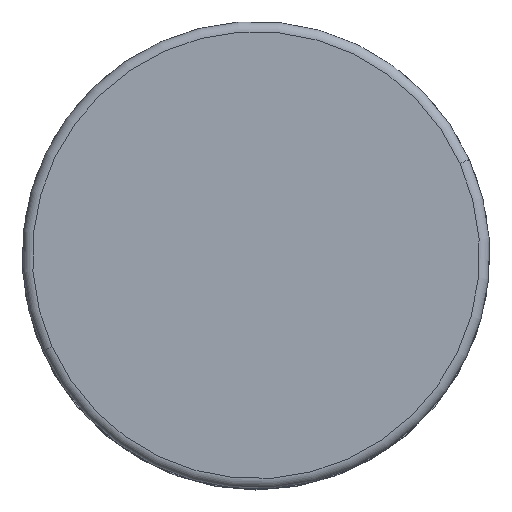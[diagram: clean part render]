
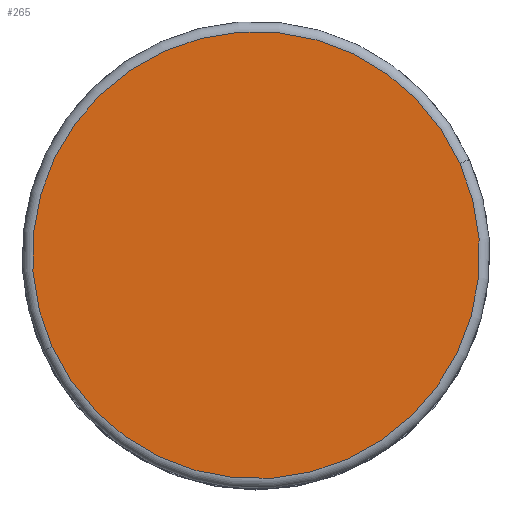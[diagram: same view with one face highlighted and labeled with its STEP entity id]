
A CAD part, top view. The second image highlights one B-rep face of the part: STEP entity #265.
In plain terms, the highlighted planar face has unit normal (0, 0, 1).
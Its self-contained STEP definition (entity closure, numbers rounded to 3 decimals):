
#4 = DIRECTION ( 'NONE',  ( -0.912, -0.409, 0. ) ) ;
#9 = EDGE_CURVE ( 'NONE', #424, #567, #251, .T. ) ;
#46 = CIRCLE ( 'NONE', #677, 11. ) ;
#58 = DIRECTION ( 'NONE',  ( 0., 0., 1. ) ) ;
#175 = ORIENTED_EDGE ( 'NONE', *, *, #9, .T. ) ;
#228 = CARTESIAN_POINT ( 'NONE',  ( 0., 0., 5. ) ) ;
#232 = PLANE ( 'NONE',  #333 ) ;
#251 = CIRCLE ( 'NONE', #661, 11. ) ;
#265 = ADVANCED_FACE ( 'NONE', ( #490 ), #232, .F. ) ;
#319 = DIRECTION ( 'NONE',  ( -0.912, -0.409, 0. ) ) ;
#329 = EDGE_LOOP ( 'NONE', ( #703, #175 ) ) ;
#331 = CARTESIAN_POINT ( 'NONE',  ( 0., 0., 5. ) ) ;
#333 = AXIS2_PLACEMENT_3D ( 'NONE', #228, #630, #625 ) ;
#424 = VERTEX_POINT ( 'NONE', #476 ) ;
#430 = CARTESIAN_POINT ( 'NONE',  ( -10.036, -4.503, 5. ) ) ;
#476 = CARTESIAN_POINT ( 'NONE',  ( 10.036, 4.503, 5. ) ) ;
#490 = FACE_OUTER_BOUND ( 'NONE', #329, .T. ) ;
#497 = DIRECTION ( 'NONE',  ( 0., 0., 1. ) ) ;
#567 = VERTEX_POINT ( 'NONE', #430 ) ;
#608 = CARTESIAN_POINT ( 'NONE',  ( 0., 0., 5. ) ) ;
#625 = DIRECTION ( 'NONE',  ( -0.912, -0.409, 0. ) ) ;
#630 = DIRECTION ( 'NONE',  ( 0., 0., -1. ) ) ;
#661 = AXIS2_PLACEMENT_3D ( 'NONE', #608, #58, #319 ) ;
#675 = EDGE_CURVE ( 'NONE', #567, #424, #46, .T. ) ;
#677 = AXIS2_PLACEMENT_3D ( 'NONE', #331, #497, #4 ) ;
#703 = ORIENTED_EDGE ( 'NONE', *, *, #675, .T. ) ;
